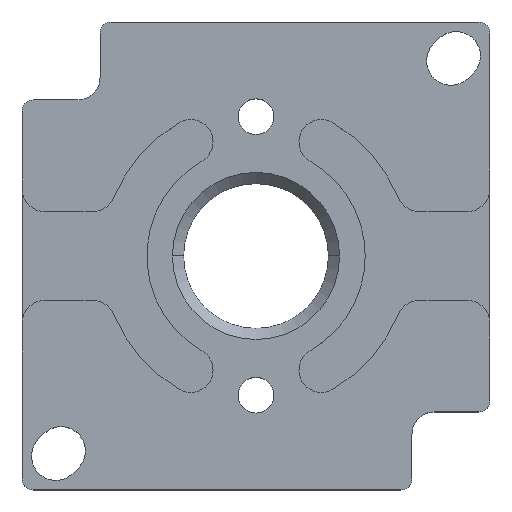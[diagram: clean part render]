
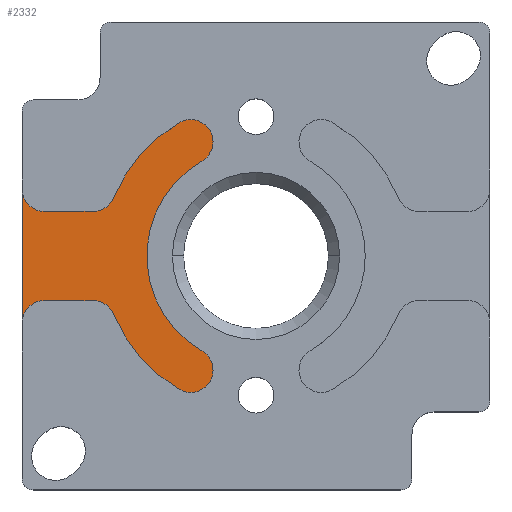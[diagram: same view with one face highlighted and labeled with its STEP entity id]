
A CAD part, top view. The second image highlights one B-rep face of the part: STEP entity #2332.
In plain terms, the highlighted planar face has unit normal (0, 0, 1).
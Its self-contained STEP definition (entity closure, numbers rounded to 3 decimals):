
#13 = VERTEX_POINT ( 'NONE', #3454 ) ;
#18 = DIRECTION ( 'NONE',  ( 0., 0., 1. ) ) ;
#34 = DIRECTION ( 'NONE',  ( 0., 0., 1. ) ) ;
#58 = DIRECTION ( 'NONE',  ( 0., 0., -1. ) ) ;
#142 = EDGE_LOOP ( 'NONE', ( #199, #274, #345, #410, #475, #530, #612, #760, #826, #894, #950, #1017, #1062, #1123, #1193, #1262 ) ) ;
#153 = CIRCLE ( 'NONE', #2617, 2. ) ;
#199 = ORIENTED_EDGE ( 'NONE', *, *, #4578, .T. ) ;
#223 = CARTESIAN_POINT ( 'NONE',  ( -6.85, -11.98, 0. ) ) ;
#274 = ORIENTED_EDGE ( 'NONE', *, *, #4713, .T. ) ;
#295 = CARTESIAN_POINT ( 'NONE',  ( 0., 0., 0. ) ) ;
#345 = ORIENTED_EDGE ( 'NONE', *, *, #4741, .T. ) ;
#410 = ORIENTED_EDGE ( 'NONE', *, *, #2343, .T. ) ;
#428 = CARTESIAN_POINT ( 'NONE',  ( -5.857, 10.244, 0. ) ) ;
#470 = CARTESIAN_POINT ( 'NONE',  ( -19., -6., 0. ) ) ;
#475 = ORIENTED_EDGE ( 'NONE', *, *, #4562, .T. ) ;
#530 = ORIENTED_EDGE ( 'NONE', *, *, #4751, .T. ) ;
#563 = CIRCLE ( 'NONE', #2737, 13.8 ) ;
#612 = ORIENTED_EDGE ( 'NONE', *, *, #2304, .T. ) ;
#739 = DIRECTION ( 'NONE',  ( 1., 0., 0. ) ) ;
#751 = VERTEX_POINT ( 'NONE', #3192 ) ;
#759 = CARTESIAN_POINT ( 'NONE',  ( 0., 0., 0. ) ) ;
#760 = ORIENTED_EDGE ( 'NONE', *, *, #4755, .T. ) ;
#817 = CARTESIAN_POINT ( 'NONE',  ( -4.864, 8.508, 0. ) ) ;
#826 = ORIENTED_EDGE ( 'NONE', *, *, #4695, .T. ) ;
#835 = CARTESIAN_POINT ( 'NONE',  ( -19., 4., 0. ) ) ;
#876 = DIRECTION ( 'NONE',  ( 1., 0., 0. ) ) ;
#891 = CARTESIAN_POINT ( 'NONE',  ( -14.616, 6., 0. ) ) ;
#894 = ORIENTED_EDGE ( 'NONE', *, *, #4772, .T. ) ;
#908 = DIRECTION ( 'NONE',  ( 1., 0., 0. ) ) ;
#949 = CARTESIAN_POINT ( 'NONE',  ( -4.864, -8.508, 0. ) ) ;
#950 = ORIENTED_EDGE ( 'NONE', *, *, #4664, .T. ) ;
#1017 = ORIENTED_EDGE ( 'NONE', *, *, #4777, .T. ) ;
#1062 = ORIENTED_EDGE ( 'NONE', *, *, #3944, .T. ) ;
#1123 = ORIENTED_EDGE ( 'NONE', *, *, #4797, .T. ) ;
#1154 = DIRECTION ( 'NONE',  ( 1., 0., 0. ) ) ;
#1193 = ORIENTED_EDGE ( 'NONE', *, *, #4612, .T. ) ;
#1253 = CARTESIAN_POINT ( 'NONE',  ( -5.857, -10.244, 0. ) ) ;
#1262 = ORIENTED_EDGE ( 'NONE', *, *, #4812, .T. ) ;
#1281 = DIRECTION ( 'NONE',  ( 1., 0., 0. ) ) ;
#1642 = DIRECTION ( 'NONE',  ( 1., 0., 0. ) ) ;
#1662 = DIRECTION ( 'NONE',  ( 0., 0., 1. ) ) ;
#1697 = VERTEX_POINT ( 'NONE', #1786 ) ;
#1757 = LINE ( 'NONE', #2776, #3791 ) ;
#1786 = CARTESIAN_POINT ( 'NONE',  ( -12.766, 5.241, 0. ) ) ;
#1804 = VERTEX_POINT ( 'NONE', #949 ) ;
#1822 = VERTEX_POINT ( 'NONE', #817 ) ;
#1947 = DIRECTION ( 'NONE',  ( 1., 0., 0. ) ) ;
#1985 = CARTESIAN_POINT ( 'NONE',  ( -6.85, 11.98, 0. ) ) ;
#1997 = DIRECTION ( 'NONE',  ( 0., 0., 1. ) ) ;
#2016 = DIRECTION ( 'NONE',  ( 0., 0., 1. ) ) ;
#2061 = DIRECTION ( 'NONE',  ( 0., 0., -1. ) ) ;
#2080 = CARTESIAN_POINT ( 'NONE',  ( -5.857, -10.244, 0. ) ) ;
#2278 = VERTEX_POINT ( 'NONE', #3248 ) ;
#2294 = CARTESIAN_POINT ( 'NONE',  ( -3.977, 10.928, 0. ) ) ;
#2304 = EDGE_CURVE ( 'NONE', #5019, #2700, #3160, .T. ) ;
#2332 = ADVANCED_FACE ( 'NONE', ( #3029 ), #3273, .T. ) ;
#2343 = EDGE_CURVE ( 'NONE', #4768, #1804, #3415, .T. ) ;
#2449 = CARTESIAN_POINT ( 'NONE',  ( -5.857, 10.244, 0. ) ) ;
#2450 = CIRCLE ( 'NONE', #2722, 2. ) ;
#2475 = CARTESIAN_POINT ( 'NONE',  ( 0., 0., 0. ) ) ;
#2490 = DIRECTION ( 'NONE',  ( 1., 0., 0. ) ) ;
#2493 = CARTESIAN_POINT ( 'NONE',  ( -14.616, -6., 0. ) ) ;
#2528 = CARTESIAN_POINT ( 'NONE',  ( -12.766, -5.241, 0. ) ) ;
#2605 = AXIS2_PLACEMENT_3D ( 'NONE', #2493, #58, #2897 ) ;
#2617 = AXIS2_PLACEMENT_3D ( 'NONE', #470, #3295, #908 ) ;
#2646 = AXIS2_PLACEMENT_3D ( 'NONE', #891, #3690, #1281 ) ;
#2653 = AXIS2_PLACEMENT_3D ( 'NONE', #4501, #2061, #4898 ) ;
#2673 = AXIS2_PLACEMENT_3D ( 'NONE', #428, #3261, #876 ) ;
#2679 = AXIS2_PLACEMENT_3D ( 'NONE', #4088, #1662, #4478 ) ;
#2685 = AXIS2_PLACEMENT_3D ( 'NONE', #1253, #4078, #1642 ) ;
#2700 = VERTEX_POINT ( 'NONE', #2294 ) ;
#2722 = AXIS2_PLACEMENT_3D ( 'NONE', #4450, #2016, #4844 ) ;
#2737 = AXIS2_PLACEMENT_3D ( 'NONE', #4432, #1997, #4827 ) ;
#2766 = AXIS2_PLACEMENT_3D ( 'NONE', #759, #3564, #1154 ) ;
#2776 = CARTESIAN_POINT ( 'NONE',  ( -13.208, 4., 0. ) ) ;
#2822 = AXIS2_PLACEMENT_3D ( 'NONE', #295, #3130, #739 ) ;
#2864 = DIRECTION ( 'NONE',  ( 1., 0., 0. ) ) ;
#2876 = DIRECTION ( 'NONE',  ( 1., 0., 0. ) ) ;
#2897 = DIRECTION ( 'NONE',  ( 1., 0., 0. ) ) ;
#2959 = VECTOR ( 'NONE', #1947, 1000. ) ;
#3013 = CARTESIAN_POINT ( 'NONE',  ( -3.857, 10.244, 0. ) ) ;
#3029 = FACE_OUTER_BOUND ( 'NONE', #142, .T. ) ;
#3130 = DIRECTION ( 'NONE',  ( 0., 0., -1. ) ) ;
#3160 = CIRCLE ( 'NONE', #4621, 2. ) ;
#3192 = CARTESIAN_POINT ( 'NONE',  ( -14.616, 4., 0. ) ) ;
#3248 = CARTESIAN_POINT ( 'NONE',  ( -21., -6., 0. ) ) ;
#3261 = DIRECTION ( 'NONE',  ( 0., 0., 1. ) ) ;
#3273 = PLANE ( 'NONE',  #4583 ) ;
#3295 = DIRECTION ( 'NONE',  ( 0., 0., -1. ) ) ;
#3346 = CIRCLE ( 'NONE', #2822, 9.8 ) ;
#3382 = VERTEX_POINT ( 'NONE', #835 ) ;
#3403 = CIRCLE ( 'NONE', #2673, 2. ) ;
#3415 = CIRCLE ( 'NONE', #4590, 2. ) ;
#3454 = CARTESIAN_POINT ( 'NONE',  ( -3.977, -10.928, 0. ) ) ;
#3537 = CIRCLE ( 'NONE', #2685, 2. ) ;
#3564 = DIRECTION ( 'NONE',  ( 0., 0., 1. ) ) ;
#3614 = CARTESIAN_POINT ( 'NONE',  ( -21., 4., 0. ) ) ;
#3621 = VECTOR ( 'NONE', #4658, 1000. ) ;
#3669 = CIRCLE ( 'NONE', #2679, 2. ) ;
#3679 = VERTEX_POINT ( 'NONE', #223 ) ;
#3690 = DIRECTION ( 'NONE',  ( 0., 0., -1. ) ) ;
#3698 = VERTEX_POINT ( 'NONE', #4681 ) ;
#3743 = LINE ( 'NONE', #3614, #3621 ) ;
#3791 = VECTOR ( 'NONE', #4406, 1000. ) ;
#3944 = EDGE_CURVE ( 'NONE', #4222, #2278, #3743, .T. ) ;
#3976 = CARTESIAN_POINT ( 'NONE',  ( -21., -4., 0. ) ) ;
#4001 = CARTESIAN_POINT ( 'NONE',  ( -14.616, -4., 0. ) ) ;
#4078 = DIRECTION ( 'NONE',  ( 0., 0., 1. ) ) ;
#4088 = CARTESIAN_POINT ( 'NONE',  ( -5.857, 10.244, 0. ) ) ;
#4222 = VERTEX_POINT ( 'NONE', #4481 ) ;
#4353 = CIRCLE ( 'NONE', #2653, 2. ) ;
#4406 = DIRECTION ( 'NONE',  ( -1., 0., 0. ) ) ;
#4432 = CARTESIAN_POINT ( 'NONE',  ( 0., 0., 0. ) ) ;
#4450 = CARTESIAN_POINT ( 'NONE',  ( -5.857, -10.244, 0. ) ) ;
#4478 = DIRECTION ( 'NONE',  ( 1., 0., 0. ) ) ;
#4481 = CARTESIAN_POINT ( 'NONE',  ( -21., 6., 0. ) ) ;
#4487 = CIRCLE ( 'NONE', #2646, 2. ) ;
#4501 = CARTESIAN_POINT ( 'NONE',  ( -19., 6., 0. ) ) ;
#4562 = EDGE_CURVE ( 'NONE', #1804, #1822, #3346, .T. ) ;
#4578 = EDGE_CURVE ( 'NONE', #4868, #3679, #5224, .T. ) ;
#4583 = AXIS2_PLACEMENT_3D ( 'NONE', #2475, #34, #2876 ) ;
#4590 = AXIS2_PLACEMENT_3D ( 'NONE', #2080, #4909, #2490 ) ;
#4599 = CIRCLE ( 'NONE', #2605, 2. ) ;
#4612 = EDGE_CURVE ( 'NONE', #3698, #4632, #5096, .T. ) ;
#4621 = AXIS2_PLACEMENT_3D ( 'NONE', #2449, #18, #2864 ) ;
#4632 = VERTEX_POINT ( 'NONE', #4001 ) ;
#4658 = DIRECTION ( 'NONE',  ( 0., -1., 0. ) ) ;
#4664 = EDGE_CURVE ( 'NONE', #751, #3382, #1757, .T. ) ;
#4676 = VERTEX_POINT ( 'NONE', #1985 ) ;
#4681 = CARTESIAN_POINT ( 'NONE',  ( -19., -4., 0. ) ) ;
#4695 = EDGE_CURVE ( 'NONE', #4676, #1697, #563, .T. ) ;
#4713 = EDGE_CURVE ( 'NONE', #3679, #13, #2450, .T. ) ;
#4741 = EDGE_CURVE ( 'NONE', #13, #4768, #3537, .T. ) ;
#4751 = EDGE_CURVE ( 'NONE', #1822, #5019, #3403, .T. ) ;
#4755 = EDGE_CURVE ( 'NONE', #2700, #4676, #3669, .T. ) ;
#4768 = VERTEX_POINT ( 'NONE', #4883 ) ;
#4772 = EDGE_CURVE ( 'NONE', #1697, #751, #4487, .T. ) ;
#4777 = EDGE_CURVE ( 'NONE', #3382, #4222, #4353, .T. ) ;
#4797 = EDGE_CURVE ( 'NONE', #2278, #3698, #153, .T. ) ;
#4812 = EDGE_CURVE ( 'NONE', #4632, #4868, #4599, .T. ) ;
#4827 = DIRECTION ( 'NONE',  ( 1., 0., 0. ) ) ;
#4844 = DIRECTION ( 'NONE',  ( 1., 0., 0. ) ) ;
#4868 = VERTEX_POINT ( 'NONE', #2528 ) ;
#4883 = CARTESIAN_POINT ( 'NONE',  ( -3.857, -10.244, 0. ) ) ;
#4898 = DIRECTION ( 'NONE',  ( 1., 0., 0. ) ) ;
#4909 = DIRECTION ( 'NONE',  ( 0., 0., 1. ) ) ;
#5019 = VERTEX_POINT ( 'NONE', #3013 ) ;
#5096 = LINE ( 'NONE', #3976, #2959 ) ;
#5224 = CIRCLE ( 'NONE', #2766, 13.8 ) ;
